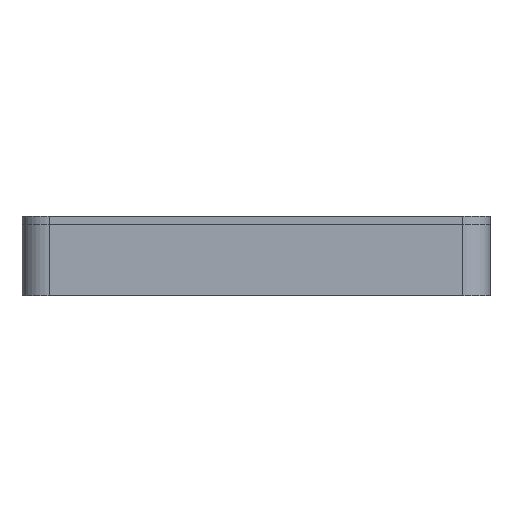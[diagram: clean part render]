
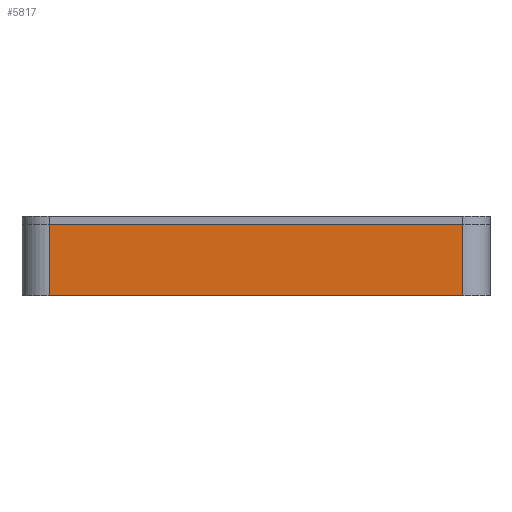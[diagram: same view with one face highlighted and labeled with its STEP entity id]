
A CAD part, left-side view. The second image highlights one B-rep face of the part: STEP entity #5817.
In plain terms, the highlighted planar face has unit normal (-1, 0, 0).
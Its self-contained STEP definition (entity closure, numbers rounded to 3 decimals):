
#530=PLANE('',#6180);
#647=FACE_OUTER_BOUND('',#966,.T.);
#966=EDGE_LOOP('',(#4004,#4005,#4006,#4007));
#1400=LINE('',#7726,#1881);
#1401=LINE('',#7729,#1882);
#1413=LINE('',#7767,#1894);
#1414=LINE('',#7768,#1895);
#1881=VECTOR('',#6534,10.);
#1882=VECTOR('',#6537,10.);
#1894=VECTOR('',#6565,10.);
#1895=VECTOR('',#6566,10.);
#2515=VERTEX_POINT('',#7719);
#2518=VERTEX_POINT('',#7724);
#2519=VERTEX_POINT('',#7728);
#2537=VERTEX_POINT('',#7766);
#3104=EDGE_CURVE('',#2518,#2515,#1400,.T.);
#3105=EDGE_CURVE('',#2515,#2519,#1401,.T.);
#3124=EDGE_CURVE('',#2537,#2518,#1413,.T.);
#3125=EDGE_CURVE('',#2519,#2537,#1414,.T.);
#4004=ORIENTED_EDGE('',*,*,#3104,.F.);
#4005=ORIENTED_EDGE('',*,*,#3124,.F.);
#4006=ORIENTED_EDGE('',*,*,#3125,.F.);
#4007=ORIENTED_EDGE('',*,*,#3105,.F.);
#5817=ADVANCED_FACE('',(#647),#530,.T.);
#6180=AXIS2_PLACEMENT_3D('',#7765,#6563,#6564);
#6534=DIRECTION('',(0.,0.,1.));
#6537=DIRECTION('',(0.,-1.,0.));
#6563=DIRECTION('center_axis',(-1.,0.,0.));
#6564=DIRECTION('ref_axis',(0.,-1.,0.));
#6565=DIRECTION('',(0.,1.,0.));
#6566=DIRECTION('',(0.,0.,-1.));
#7719=CARTESIAN_POINT('',(-43.625,37.84,13.));
#7724=CARTESIAN_POINT('',(-43.625,37.84,0.));
#7726=CARTESIAN_POINT('',(-43.625,37.84,0.));
#7728=CARTESIAN_POINT('',(-43.625,-37.84,13.));
#7729=CARTESIAN_POINT('',(-43.625,-42.84,13.));
#7765=CARTESIAN_POINT('Origin',(-43.625,42.84,0.));
#7766=CARTESIAN_POINT('',(-43.625,-37.84,0.));
#7767=CARTESIAN_POINT('',(-43.625,-42.84,0.));
#7768=CARTESIAN_POINT('',(-43.625,-37.84,0.));
